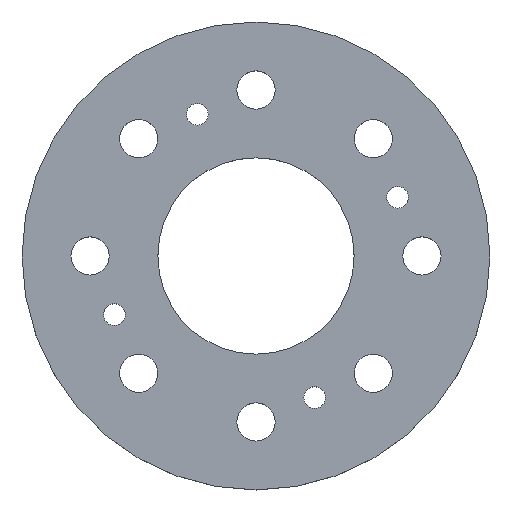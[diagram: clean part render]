
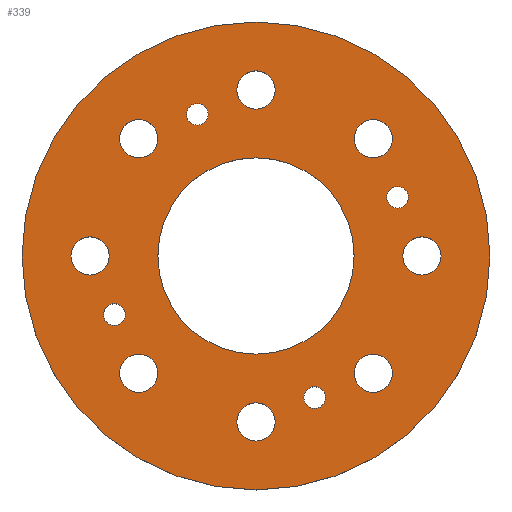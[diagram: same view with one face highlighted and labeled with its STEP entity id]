
A CAD part, top view. The second image highlights one B-rep face of the part: STEP entity #339.
In plain terms, the highlighted planar face has unit normal (0, 0, 1).
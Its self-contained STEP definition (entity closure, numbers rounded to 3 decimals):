
#15=FACE_BOUND('',#74,.T.);
#16=FACE_BOUND('',#75,.T.);
#17=FACE_BOUND('',#76,.T.);
#18=FACE_BOUND('',#77,.T.);
#19=FACE_BOUND('',#78,.T.);
#20=FACE_BOUND('',#79,.T.);
#21=FACE_BOUND('',#80,.T.);
#22=FACE_BOUND('',#81,.T.);
#23=FACE_BOUND('',#82,.T.);
#24=FACE_BOUND('',#83,.T.);
#25=FACE_BOUND('',#84,.T.);
#26=FACE_BOUND('',#85,.T.);
#27=FACE_BOUND('',#86,.T.);
#41=PLANE('',#385);
#57=FACE_OUTER_BOUND('',#73,.T.);
#73=EDGE_LOOP('',(#283));
#74=EDGE_LOOP('',(#284));
#75=EDGE_LOOP('',(#285));
#76=EDGE_LOOP('',(#286));
#77=EDGE_LOOP('',(#287));
#78=EDGE_LOOP('',(#288));
#79=EDGE_LOOP('',(#289));
#80=EDGE_LOOP('',(#290));
#81=EDGE_LOOP('',(#291));
#82=EDGE_LOOP('',(#292));
#83=EDGE_LOOP('',(#293));
#84=EDGE_LOOP('',(#294));
#85=EDGE_LOOP('',(#295));
#86=EDGE_LOOP('',(#296));
#130=CIRCLE('',#345,1.5);
#132=CIRCLE('',#348,1.5);
#134=CIRCLE('',#351,1.5);
#136=CIRCLE('',#354,1.5);
#138=CIRCLE('',#357,13.6);
#140=CIRCLE('',#360,2.65);
#142=CIRCLE('',#363,2.65);
#144=CIRCLE('',#366,2.65);
#146=CIRCLE('',#369,2.65);
#148=CIRCLE('',#372,2.65);
#150=CIRCLE('',#375,2.65);
#152=CIRCLE('',#378,2.65);
#154=CIRCLE('',#381,2.65);
#156=CIRCLE('',#384,32.425);
#158=VERTEX_POINT('',#495);
#160=VERTEX_POINT('',#501);
#162=VERTEX_POINT('',#507);
#164=VERTEX_POINT('',#513);
#166=VERTEX_POINT('',#519);
#168=VERTEX_POINT('',#525);
#170=VERTEX_POINT('',#531);
#172=VERTEX_POINT('',#537);
#174=VERTEX_POINT('',#543);
#176=VERTEX_POINT('',#549);
#178=VERTEX_POINT('',#555);
#180=VERTEX_POINT('',#561);
#182=VERTEX_POINT('',#567);
#184=VERTEX_POINT('',#573);
#187=EDGE_CURVE('',#158,#158,#130,.T.);
#190=EDGE_CURVE('',#160,#160,#132,.T.);
#193=EDGE_CURVE('',#162,#162,#134,.T.);
#196=EDGE_CURVE('',#164,#164,#136,.T.);
#199=EDGE_CURVE('',#166,#166,#138,.F.);
#202=EDGE_CURVE('',#168,#168,#140,.F.);
#205=EDGE_CURVE('',#170,#170,#142,.F.);
#208=EDGE_CURVE('',#172,#172,#144,.F.);
#211=EDGE_CURVE('',#174,#174,#146,.F.);
#214=EDGE_CURVE('',#176,#176,#148,.F.);
#217=EDGE_CURVE('',#178,#178,#150,.F.);
#220=EDGE_CURVE('',#180,#180,#152,.F.);
#223=EDGE_CURVE('',#182,#182,#154,.F.);
#226=EDGE_CURVE('',#184,#184,#156,.F.);
#283=ORIENTED_EDGE('',*,*,#226,.T.);
#284=ORIENTED_EDGE('',*,*,#187,.T.);
#285=ORIENTED_EDGE('',*,*,#190,.T.);
#286=ORIENTED_EDGE('',*,*,#193,.T.);
#287=ORIENTED_EDGE('',*,*,#196,.T.);
#288=ORIENTED_EDGE('',*,*,#223,.T.);
#289=ORIENTED_EDGE('',*,*,#220,.T.);
#290=ORIENTED_EDGE('',*,*,#217,.T.);
#291=ORIENTED_EDGE('',*,*,#214,.T.);
#292=ORIENTED_EDGE('',*,*,#211,.T.);
#293=ORIENTED_EDGE('',*,*,#208,.T.);
#294=ORIENTED_EDGE('',*,*,#205,.T.);
#295=ORIENTED_EDGE('',*,*,#202,.T.);
#296=ORIENTED_EDGE('',*,*,#199,.T.);
#339=ADVANCED_FACE('',(#57,#15,#16,#17,#18,#19,#20,#21,#22,#23,#24,#25,
#26,#27),#41,.T.);
#345=AXIS2_PLACEMENT_3D('',#497,#394,#395);
#348=AXIS2_PLACEMENT_3D('',#503,#401,#402);
#351=AXIS2_PLACEMENT_3D('',#509,#408,#409);
#354=AXIS2_PLACEMENT_3D('',#515,#415,#416);
#357=AXIS2_PLACEMENT_3D('',#521,#422,#423);
#360=AXIS2_PLACEMENT_3D('',#527,#429,#430);
#363=AXIS2_PLACEMENT_3D('',#533,#436,#437);
#366=AXIS2_PLACEMENT_3D('',#539,#443,#444);
#369=AXIS2_PLACEMENT_3D('',#545,#450,#451);
#372=AXIS2_PLACEMENT_3D('',#551,#457,#458);
#375=AXIS2_PLACEMENT_3D('',#557,#464,#465);
#378=AXIS2_PLACEMENT_3D('',#563,#471,#472);
#381=AXIS2_PLACEMENT_3D('',#569,#478,#479);
#384=AXIS2_PLACEMENT_3D('',#575,#485,#486);
#385=AXIS2_PLACEMENT_3D('',#576,#487,#488);
#394=DIRECTION('center_axis',(0.,0.,-1.));
#395=DIRECTION('ref_axis',(1.,0.,0.));
#401=DIRECTION('center_axis',(0.,0.,-1.));
#402=DIRECTION('ref_axis',(1.,0.,0.));
#408=DIRECTION('center_axis',(0.,0.,-1.));
#409=DIRECTION('ref_axis',(1.,0.,0.));
#415=DIRECTION('center_axis',(0.,0.,-1.));
#416=DIRECTION('ref_axis',(1.,0.,0.));
#422=DIRECTION('center_axis',(0.,0.,1.));
#423=DIRECTION('ref_axis',(1.,0.,0.));
#429=DIRECTION('center_axis',(0.,0.,1.));
#430=DIRECTION('ref_axis',(1.,0.,0.));
#436=DIRECTION('center_axis',(0.,0.,1.));
#437=DIRECTION('ref_axis',(1.,0.,0.));
#443=DIRECTION('center_axis',(0.,0.,1.));
#444=DIRECTION('ref_axis',(1.,0.,0.));
#450=DIRECTION('center_axis',(0.,0.,1.));
#451=DIRECTION('ref_axis',(1.,0.,0.));
#457=DIRECTION('center_axis',(0.,0.,1.));
#458=DIRECTION('ref_axis',(1.,0.,0.));
#464=DIRECTION('center_axis',(0.,0.,1.));
#465=DIRECTION('ref_axis',(1.,0.,0.));
#471=DIRECTION('center_axis',(0.,0.,1.));
#472=DIRECTION('ref_axis',(1.,0.,0.));
#478=DIRECTION('center_axis',(0.,0.,1.));
#479=DIRECTION('ref_axis',(1.,0.,0.));
#485=DIRECTION('center_axis',(0.,0.,-1.));
#486=DIRECTION('ref_axis',(1.,0.,0.));
#487=DIRECTION('center_axis',(0.,0.,1.));
#488=DIRECTION('ref_axis',(1.,0.,0.));
#495=CARTESIAN_POINT('',(6.632,-19.632,-1.27));
#497=CARTESIAN_POINT('Origin',(8.132,-19.632,-1.27));
#501=CARTESIAN_POINT('',(18.132,8.132,-1.27));
#503=CARTESIAN_POINT('Origin',(19.632,8.132,-1.27));
#507=CARTESIAN_POINT('',(-21.132,-8.132,-1.27));
#509=CARTESIAN_POINT('Origin',(-19.632,-8.132,-1.27));
#513=CARTESIAN_POINT('',(-9.632,19.632,-1.27));
#515=CARTESIAN_POINT('Origin',(-8.132,19.632,-1.27));
#519=CARTESIAN_POINT('',(-13.6,0.,-1.27));
#521=CARTESIAN_POINT('Origin',(0.,0.,-1.27));
#525=CARTESIAN_POINT('',(-18.913,-16.263,-1.27));
#527=CARTESIAN_POINT('Origin',(-16.263,-16.263,-1.27));
#531=CARTESIAN_POINT('',(-25.65,0.,-1.27));
#533=CARTESIAN_POINT('Origin',(-23.,0.,-1.27));
#537=CARTESIAN_POINT('',(-2.65,23.,-1.27));
#539=CARTESIAN_POINT('Origin',(0.,23.,-1.27));
#543=CARTESIAN_POINT('',(20.35,0.,-1.27));
#545=CARTESIAN_POINT('Origin',(23.,0.,-1.27));
#549=CARTESIAN_POINT('',(-2.65,-23.,-1.27));
#551=CARTESIAN_POINT('Origin',(0.,-23.,-1.27));
#555=CARTESIAN_POINT('',(13.613,-16.263,-1.27));
#557=CARTESIAN_POINT('Origin',(16.263,-16.263,-1.27));
#561=CARTESIAN_POINT('',(13.613,16.263,-1.27));
#563=CARTESIAN_POINT('Origin',(16.263,16.263,-1.27));
#567=CARTESIAN_POINT('',(-18.913,16.263,-1.27));
#569=CARTESIAN_POINT('Origin',(-16.263,16.263,-1.27));
#573=CARTESIAN_POINT('',(-32.425,0.,-1.27));
#575=CARTESIAN_POINT('Origin',(0.,0.,-1.27));
#576=CARTESIAN_POINT('Origin',(0.,0.,-1.27));
